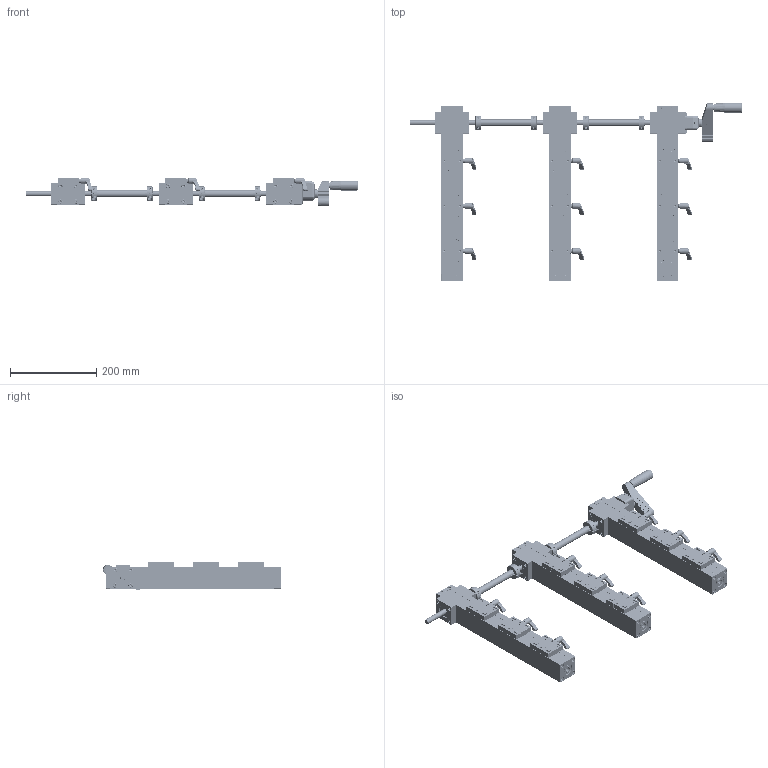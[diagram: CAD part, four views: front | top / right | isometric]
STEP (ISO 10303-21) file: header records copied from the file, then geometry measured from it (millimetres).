
FILE_DESCRIPTION(/* description */ ('Unknown'),/* implementation_level */ '2;1');
FILE_NAME(/* name */ 'Mehrfachverstellung50-Portal',/* time_stamp */ '2020-03-29T09:45:05+02:00',/* author */ ('Unknown'),/* organization */ ('Unknown'),/* preprocessor_version */ 'ST-DEVELOPER v16.7',/* originating_system */ 'Solid Edge',/* authorisation */ 'Unknown');
FILE_SCHEMA (('AUTOMOTIVE_DESIGN {1 0 10303 214 3 1 1}'));
Products named in the file (8): 7.1-Mehrfachverstellung50-Portal-SchlittenPA60lg-website-dy; Profil-50-Zahnriemenantrieb-dy; A-0000157-Schlitten50-60lg-Mehrfachverstellung-o-H-dy; A-0000125-Flanschlager50-Stirnseite-dy; A-0000042-Kegelradantrieb50-Flanschlager-dy; A-0000119-Drehmomentwelle-d12-D16-dy; A-0000098-Deckel50-geschraubt-dy; A-0000127-Siko-Adapterplatte-50-dy
Assembly tree (24 placements, depth 2):
  7.1-Mehrfachverstellung50-Portal-SchlittenPA60lg-website-dy
    Profil-50-Zahnriemenantrieb-dy  x3
    A-0000157-Schlitten50-60lg-Mehrfachverstellung-o-H-dy  x9
    A-0000125-Flanschlager50-Stirnseite-dy  x3
    A-0000042-Kegelradantrieb50-Flanschlager-dy  x3
    A-0000119-Drehmomentwelle-d12-D16-dy  x2
    A-0000098-Deckel50-geschraubt-dy  x3
    A-0000127-Siko-Adapterplatte-50-dy
Bounding box: 771.46 x 414.74 x 65.91 mm (x, y, z)
Volume: 3020596.3 mm3; surface area: 918740.7 mm2
Topology: 28 solids, 28 shells, 8035 faces, 21616 edges, 14083 vertices
Faces by surface type: plane 4557, cylinder 2036, cone 972, torus 242, bspline 192, sphere 36
Full cylindrical faces by diameter (mm): 1.7 x18, 3 x7, 3.2 x12, 4 x1, 4.1 x6, 4.134 x9, 4.2 x15, 4.5 x18, 4.917 x168, 5 x74, 5.3 x2, 5.5 x29, 5.8 x12, 6 x52, 6.2 x3, 6.4 x42, 8 x9, 8.3 x9, 8.5 x8, 8.96 x3, 10 x45, 11 x36, 11.5 x6, 12 x30, 13 x9, 13.024 x1, 14 x1, 16 x3, 17.3 x18, 18 x9
Entity records: 84543 total; most frequent: CARTESIAN_POINT 16617, DIRECTION 10804, ORIENTED_EDGE 10800, EDGE_CURVE 5400, VERTEX_POINT 3686, AXIS2_PLACEMENT_3D 3669, LINE 3466, VECTOR 3466
